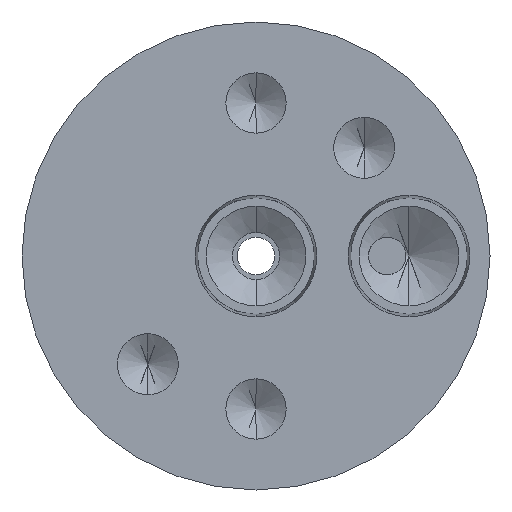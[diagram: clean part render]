
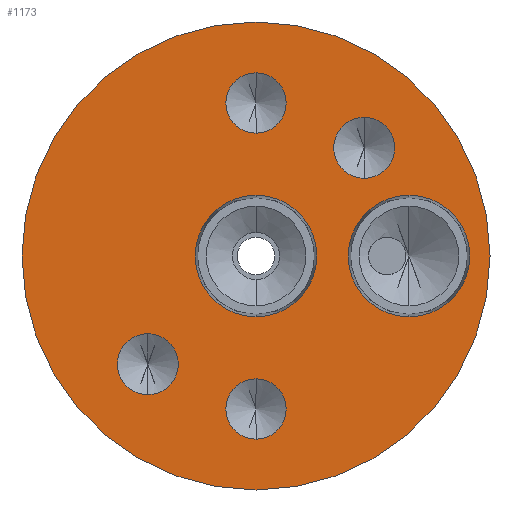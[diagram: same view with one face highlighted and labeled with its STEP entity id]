
A CAD part, front view. The second image highlights one B-rep face of the part: STEP entity #1173.
In plain terms, the highlighted planar face has unit normal (0, -1, 0).
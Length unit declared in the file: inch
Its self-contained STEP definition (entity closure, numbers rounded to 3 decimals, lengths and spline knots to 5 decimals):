
#5 = VERTEX_POINT ( 'NONE', #2499 ) ;
#64 = AXIS2_PLACEMENT_3D ( 'NONE', #4067, #1704, #393 ) ;
#78 = CARTESIAN_POINT ( 'NONE',  ( 0., -0.625, 0.78 ) ) ;
#97 = VERTEX_POINT ( 'NONE', #3804 ) ;
#200 = ORIENTED_EDGE ( 'NONE', *, *, #509, .F. ) ;
#204 = CIRCLE ( 'NONE', #779, 0.1005 ) ;
#274 = ORIENTED_EDGE ( 'NONE', *, *, #2403, .F. ) ;
#361 = VERTEX_POINT ( 'NONE', #2222 ) ;
#374 = DIRECTION ( 'NONE',  ( 0., -1., 0. ) ) ;
#393 = DIRECTION ( 'NONE',  ( 0., 0., -1. ) ) ;
#411 = DIRECTION ( 'NONE',  ( 0., -1., 0. ) ) ;
#428 = VERTEX_POINT ( 'NONE', #1591 ) ;
#433 = CARTESIAN_POINT ( 'NONE',  ( 0., -0.625, 0. ) ) ;
#439 = DIRECTION ( 'NONE',  ( 0., 0., -1. ) ) ;
#486 = AXIS2_PLACEMENT_3D ( 'NONE', #2396, #1783, #4108 ) ;
#509 = EDGE_CURVE ( 'NONE', #2457, #3408, #997, .T. ) ;
#595 = DIRECTION ( 'NONE',  ( 0., 1., 0. ) ) ;
#623 = CARTESIAN_POINT ( 'NONE',  ( -0.36062, -0.625, -0.36062 ) ) ;
#659 = EDGE_CURVE ( 'NONE', #3833, #707, #1146, .T. ) ;
#678 = CIRCLE ( 'NONE', #1844, 0.78 ) ;
#707 = VERTEX_POINT ( 'NONE', #3506 ) ;
#731 = VERTEX_POINT ( 'NONE', #3917 ) ;
#766 = DIRECTION ( 'NONE',  ( 0., -1., 0. ) ) ;
#773 = ORIENTED_EDGE ( 'NONE', *, *, #1044, .F. ) ;
#779 = AXIS2_PLACEMENT_3D ( 'NONE', #2566, #887, #3566 ) ;
#796 = CARTESIAN_POINT ( 'NONE',  ( 0.36062, -0.625, 0.36062 ) ) ;
#887 = DIRECTION ( 'NONE',  ( 0., -1., 0. ) ) ;
#924 = AXIS2_PLACEMENT_3D ( 'NONE', #2607, #595, #3960 ) ;
#956 = CARTESIAN_POINT ( 'NONE',  ( 0., -0.625, -0.51 ) ) ;
#975 = DIRECTION ( 'NONE',  ( 0., 1., 0. ) ) ;
#997 = CIRCLE ( 'NONE', #924, 0.78 ) ;
#1044 = EDGE_CURVE ( 'NONE', #97, #428, #2962, .T. ) ;
#1050 = VERTEX_POINT ( 'NONE', #3771 ) ;
#1091 = ORIENTED_EDGE ( 'NONE', *, *, #1743, .F. ) ;
#1095 = EDGE_LOOP ( 'NONE', ( #773, #3747 ) ) ;
#1112 = CIRCLE ( 'NONE', #2462, 0.10156 ) ;
#1117 = ORIENTED_EDGE ( 'NONE', *, *, #1482, .F. ) ;
#1146 = CIRCLE ( 'NONE', #2001, 0.2025 ) ;
#1161 = CARTESIAN_POINT ( 'NONE',  ( 0., -0.625, 0.2025 ) ) ;
#1173 = ADVANCED_FACE ( 'NONE', ( #4321, #4269, #2329, #4358, #1298, #1681, #3021 ), #3346, .T. ) ;
#1183 = DIRECTION ( 'NONE',  ( 0., 0., -1. ) ) ;
#1258 = CIRCLE ( 'NONE', #2265, 0.2025 ) ;
#1283 = EDGE_LOOP ( 'NONE', ( #4172, #1582 ) ) ;
#1298 = FACE_BOUND ( 'NONE', #1095, .T. ) ;
#1354 = EDGE_CURVE ( 'NONE', #707, #3833, #1571, .T. ) ;
#1412 = EDGE_CURVE ( 'NONE', #731, #2442, #204, .T. ) ;
#1482 = EDGE_CURVE ( 'NONE', #361, #2957, #3469, .T. ) ;
#1562 = EDGE_CURVE ( 'NONE', #2442, #731, #2005, .T. ) ;
#1571 = CIRCLE ( 'NONE', #2903, 0.2025 ) ;
#1582 = ORIENTED_EDGE ( 'NONE', *, *, #3792, .F. ) ;
#1591 = CARTESIAN_POINT ( 'NONE',  ( 0., -0.625, -0.4095 ) ) ;
#1677 = DIRECTION ( 'NONE',  ( 0., 0., -1. ) ) ;
#1681 = FACE_BOUND ( 'NONE', #1283, .T. ) ;
#1689 = EDGE_LOOP ( 'NONE', ( #2687, #3412 ) ) ;
#1703 = EDGE_LOOP ( 'NONE', ( #3024, #4387 ) ) ;
#1704 = DIRECTION ( 'NONE',  ( 0., -1., 0. ) ) ;
#1721 = CARTESIAN_POINT ( 'NONE',  ( 0.36062, -0.625, 0.36062 ) ) ;
#1743 = EDGE_CURVE ( 'NONE', #5, #1050, #1112, .T. ) ;
#1783 = DIRECTION ( 'NONE',  ( 0., -1., 0. ) ) ;
#1817 = CARTESIAN_POINT ( 'NONE',  ( 0., -0.625, 0. ) ) ;
#1844 = AXIS2_PLACEMENT_3D ( 'NONE', #4328, #975, #4342 ) ;
#2001 = AXIS2_PLACEMENT_3D ( 'NONE', #3864, #766, #3465 ) ;
#2005 = CIRCLE ( 'NONE', #64, 0.1005 ) ;
#2134 = DIRECTION ( 'NONE',  ( 0., -1., 0. ) ) ;
#2185 = EDGE_LOOP ( 'NONE', ( #2787, #200 ) ) ;
#2195 = CIRCLE ( 'NONE', #4290, 0.10156 ) ;
#2222 = CARTESIAN_POINT ( 'NONE',  ( -0.36062, -0.625, -0.46219 ) ) ;
#2265 = AXIS2_PLACEMENT_3D ( 'NONE', #1817, #3142, #2535 ) ;
#2323 = CIRCLE ( 'NONE', #3165, 0.2025 ) ;
#2329 = FACE_BOUND ( 'NONE', #1689, .T. ) ;
#2394 = ORIENTED_EDGE ( 'NONE', *, *, #3682, .F. ) ;
#2396 = CARTESIAN_POINT ( 'NONE',  ( 0., -0.625, -0.51 ) ) ;
#2400 = CIRCLE ( 'NONE', #2873, 0.10156 ) ;
#2403 = EDGE_CURVE ( 'NONE', #2957, #361, #2195, .T. ) ;
#2442 = VERTEX_POINT ( 'NONE', #3046 ) ;
#2450 = DIRECTION ( 'NONE',  ( 0., 0., -1. ) ) ;
#2457 = VERTEX_POINT ( 'NONE', #2728 ) ;
#2462 = AXIS2_PLACEMENT_3D ( 'NONE', #796, #2906, #4263 ) ;
#2494 = CARTESIAN_POINT ( 'NONE',  ( 0.51, -0.625, -0.2025 ) ) ;
#2499 = CARTESIAN_POINT ( 'NONE',  ( 0.36062, -0.625, 0.25906 ) ) ;
#2505 = CARTESIAN_POINT ( 'NONE',  ( 0., -0.625, -0.2025 ) ) ;
#2535 = DIRECTION ( 'NONE',  ( 0., 0., -1. ) ) ;
#2549 = EDGE_CURVE ( 'NONE', #2856, #4193, #1258, .T. ) ;
#2552 = DIRECTION ( 'NONE',  ( 0., 0., -1. ) ) ;
#2566 = CARTESIAN_POINT ( 'NONE',  ( 0., -0.625, 0.51 ) ) ;
#2607 = CARTESIAN_POINT ( 'NONE',  ( 0., -0.625, 0. ) ) ;
#2687 = ORIENTED_EDGE ( 'NONE', *, *, #659, .F. ) ;
#2697 = AXIS2_PLACEMENT_3D ( 'NONE', #3783, #2134, #2450 ) ;
#2728 = CARTESIAN_POINT ( 'NONE',  ( 0., -0.625, -0.78 ) ) ;
#2770 = AXIS2_PLACEMENT_3D ( 'NONE', #623, #3262, #1677 ) ;
#2787 = ORIENTED_EDGE ( 'NONE', *, *, #3525, .F. ) ;
#2856 = VERTEX_POINT ( 'NONE', #2505 ) ;
#2873 = AXIS2_PLACEMENT_3D ( 'NONE', #1721, #411, #3057 ) ;
#2903 = AXIS2_PLACEMENT_3D ( 'NONE', #2910, #3882, #1183 ) ;
#2906 = DIRECTION ( 'NONE',  ( 0., -1., 0. ) ) ;
#2910 = CARTESIAN_POINT ( 'NONE',  ( 0.51, -0.625, 0. ) ) ;
#2957 = VERTEX_POINT ( 'NONE', #3381 ) ;
#2962 = CIRCLE ( 'NONE', #486, 0.1005 ) ;
#3021 = FACE_OUTER_BOUND ( 'NONE', #2185, .T. ) ;
#3024 = ORIENTED_EDGE ( 'NONE', *, *, #1412, .F. ) ;
#3033 = EDGE_LOOP ( 'NONE', ( #1117, #274 ) ) ;
#3046 = CARTESIAN_POINT ( 'NONE',  ( 0., -0.625, 0.6105 ) ) ;
#3057 = DIRECTION ( 'NONE',  ( 0., 0., -1. ) ) ;
#3142 = DIRECTION ( 'NONE',  ( 0., -1., 0. ) ) ;
#3165 = AXIS2_PLACEMENT_3D ( 'NONE', #433, #3832, #2552 ) ;
#3262 = DIRECTION ( 'NONE',  ( 0., -1., 0. ) ) ;
#3346 = PLANE ( 'NONE',  #2697 ) ;
#3381 = CARTESIAN_POINT ( 'NONE',  ( -0.36062, -0.625, -0.25906 ) ) ;
#3408 = VERTEX_POINT ( 'NONE', #78 ) ;
#3412 = ORIENTED_EDGE ( 'NONE', *, *, #1354, .F. ) ;
#3465 = DIRECTION ( 'NONE',  ( 0., 0., -1. ) ) ;
#3469 = CIRCLE ( 'NONE', #2770, 0.10156 ) ;
#3506 = CARTESIAN_POINT ( 'NONE',  ( 0.51, -0.625, 0.2025 ) ) ;
#3525 = EDGE_CURVE ( 'NONE', #3408, #2457, #678, .T. ) ;
#3566 = DIRECTION ( 'NONE',  ( 0., 0., -1. ) ) ;
#3568 = AXIS2_PLACEMENT_3D ( 'NONE', #956, #4043, #3958 ) ;
#3682 = EDGE_CURVE ( 'NONE', #1050, #5, #2400, .T. ) ;
#3747 = ORIENTED_EDGE ( 'NONE', *, *, #3982, .F. ) ;
#3771 = CARTESIAN_POINT ( 'NONE',  ( 0.36062, -0.625, 0.46219 ) ) ;
#3783 = CARTESIAN_POINT ( 'NONE',  ( -0.78, -0.625, 0. ) ) ;
#3792 = EDGE_CURVE ( 'NONE', #4193, #2856, #2323, .T. ) ;
#3796 = CIRCLE ( 'NONE', #3568, 0.1005 ) ;
#3800 = CARTESIAN_POINT ( 'NONE',  ( -0.36062, -0.625, -0.36062 ) ) ;
#3804 = CARTESIAN_POINT ( 'NONE',  ( 0., -0.625, -0.6105 ) ) ;
#3832 = DIRECTION ( 'NONE',  ( 0., -1., 0. ) ) ;
#3833 = VERTEX_POINT ( 'NONE', #2494 ) ;
#3864 = CARTESIAN_POINT ( 'NONE',  ( 0.51, -0.625, 0. ) ) ;
#3882 = DIRECTION ( 'NONE',  ( 0., -1., 0. ) ) ;
#3917 = CARTESIAN_POINT ( 'NONE',  ( 0., -0.625, 0.4095 ) ) ;
#3958 = DIRECTION ( 'NONE',  ( 0., 0., -1. ) ) ;
#3960 = DIRECTION ( 'NONE',  ( 0., 0., 1. ) ) ;
#3982 = EDGE_CURVE ( 'NONE', #428, #97, #3796, .T. ) ;
#4043 = DIRECTION ( 'NONE',  ( 0., -1., 0. ) ) ;
#4067 = CARTESIAN_POINT ( 'NONE',  ( 0., -0.625, 0.51 ) ) ;
#4108 = DIRECTION ( 'NONE',  ( 0., 0., -1. ) ) ;
#4172 = ORIENTED_EDGE ( 'NONE', *, *, #2549, .F. ) ;
#4193 = VERTEX_POINT ( 'NONE', #1161 ) ;
#4263 = DIRECTION ( 'NONE',  ( 0., 0., -1. ) ) ;
#4269 = FACE_BOUND ( 'NONE', #3033, .T. ) ;
#4285 = EDGE_LOOP ( 'NONE', ( #1091, #2394 ) ) ;
#4290 = AXIS2_PLACEMENT_3D ( 'NONE', #3800, #374, #439 ) ;
#4321 = FACE_BOUND ( 'NONE', #4285, .T. ) ;
#4328 = CARTESIAN_POINT ( 'NONE',  ( 0., -0.625, 0. ) ) ;
#4342 = DIRECTION ( 'NONE',  ( 0., 0., 1. ) ) ;
#4358 = FACE_BOUND ( 'NONE', #1703, .T. ) ;
#4387 = ORIENTED_EDGE ( 'NONE', *, *, #1562, .F. ) ;
